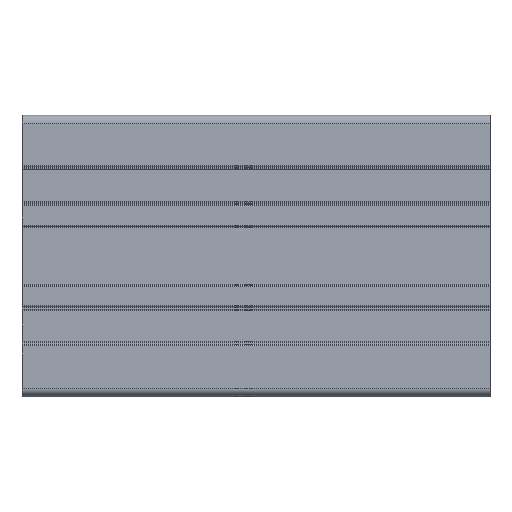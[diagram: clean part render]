
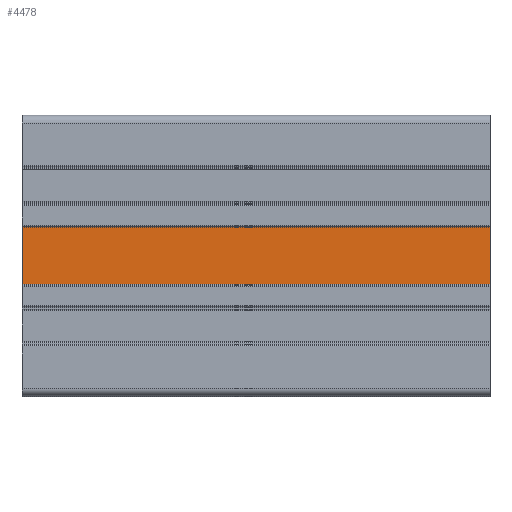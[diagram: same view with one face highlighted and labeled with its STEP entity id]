
A CAD part, top view. The second image highlights one B-rep face of the part: STEP entity #4478.
In plain terms, the highlighted planar face has unit normal (0, 0, 1).
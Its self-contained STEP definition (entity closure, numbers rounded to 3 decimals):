
#76 = LINE ( 'NONE', #19026, #15861 ) ;
#1002 = CARTESIAN_POINT ( 'NONE',  ( 0., 9.15, 44. ) ) ;
#1198 = VERTEX_POINT ( 'NONE', #10423 ) ;
#2430 = EDGE_CURVE ( 'NONE', #9740, #1198, #76, .T. ) ;
#2889 = ORIENTED_EDGE ( 'NONE', *, *, #2430, .F. ) ;
#2959 = CARTESIAN_POINT ( 'NONE',  ( 150., 9.15, 44. ) ) ;
#3616 = EDGE_CURVE ( 'NONE', #19645, #10688, #19435, .T. ) ;
#4035 = DIRECTION ( 'NONE',  ( -1., 0., 0. ) ) ;
#4478 = ADVANCED_FACE ( 'NONE', ( #12748 ), #12869, .F. ) ;
#5320 = CARTESIAN_POINT ( 'NONE',  ( 0., -9.15, 44. ) ) ;
#5669 = ORIENTED_EDGE ( 'NONE', *, *, #9600, .F. ) ;
#5907 = LINE ( 'NONE', #15137, #21953 ) ;
#7099 = CARTESIAN_POINT ( 'NONE',  ( 0., 9.15, 44. ) ) ;
#9469 = EDGE_LOOP ( 'NONE', ( #15165, #5669, #2889, #15930 ) ) ;
#9600 = EDGE_CURVE ( 'NONE', #1198, #10688, #5907, .T. ) ;
#9740 = VERTEX_POINT ( 'NONE', #2959 ) ;
#10026 = VECTOR ( 'NONE', #18721, 1000. ) ;
#10423 = CARTESIAN_POINT ( 'NONE',  ( 150., -9.15, 44. ) ) ;
#10688 = VERTEX_POINT ( 'NONE', #5320 ) ;
#12691 = VECTOR ( 'NONE', #22399, 1000. ) ;
#12748 = FACE_OUTER_BOUND ( 'NONE', #9469, .T. ) ;
#12795 = DIRECTION ( 'NONE',  ( 0., 0., -1. ) ) ;
#12869 = PLANE ( 'NONE',  #17111 ) ;
#14972 = CARTESIAN_POINT ( 'NONE',  ( 150., 9.15, 44. ) ) ;
#15137 = CARTESIAN_POINT ( 'NONE',  ( 150., -9.15, 44. ) ) ;
#15165 = ORIENTED_EDGE ( 'NONE', *, *, #3616, .T. ) ;
#15861 = VECTOR ( 'NONE', #17036, 1000. ) ;
#15930 = ORIENTED_EDGE ( 'NONE', *, *, #18089, .T. ) ;
#16741 = DIRECTION ( 'NONE',  ( -1., 0., 0. ) ) ;
#17036 = DIRECTION ( 'NONE',  ( 0., -1., 0. ) ) ;
#17111 = AXIS2_PLACEMENT_3D ( 'NONE', #18206, #12795, #4035 ) ;
#18089 = EDGE_CURVE ( 'NONE', #9740, #19645, #22919, .T. ) ;
#18206 = CARTESIAN_POINT ( 'NONE',  ( 150., 9.15, 44. ) ) ;
#18721 = DIRECTION ( 'NONE',  ( 0., -1., 0. ) ) ;
#19026 = CARTESIAN_POINT ( 'NONE',  ( 150., 9.15, 44. ) ) ;
#19435 = LINE ( 'NONE', #1002, #10026 ) ;
#19645 = VERTEX_POINT ( 'NONE', #7099 ) ;
#21953 = VECTOR ( 'NONE', #16741, 1000. ) ;
#22399 = DIRECTION ( 'NONE',  ( -1., 0., 0. ) ) ;
#22919 = LINE ( 'NONE', #14972, #12691 ) ;
